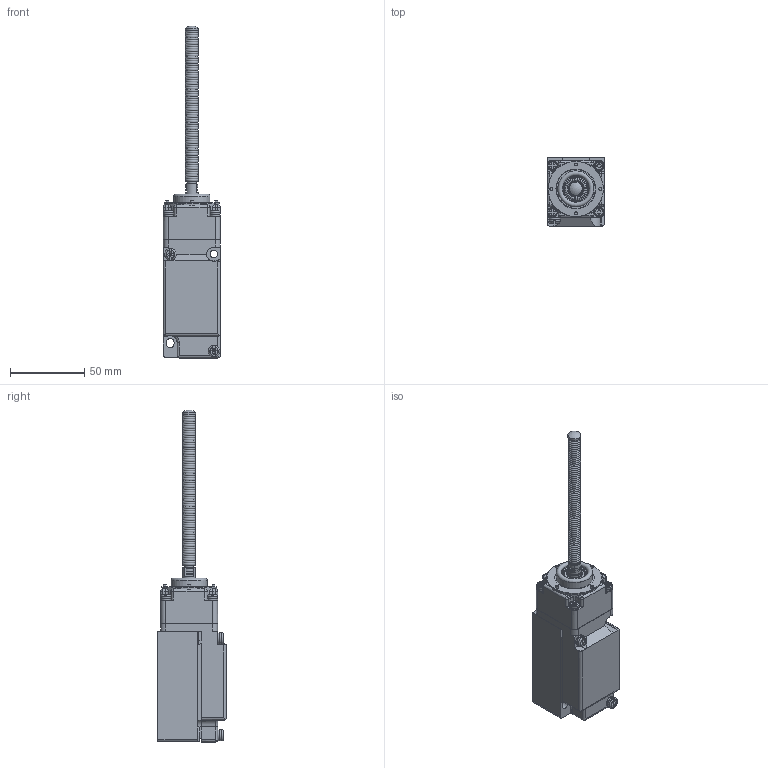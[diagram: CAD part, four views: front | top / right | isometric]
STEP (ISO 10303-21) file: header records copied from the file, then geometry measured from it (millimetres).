
FILE_DESCRIPTION (( 'STEP AP214' ), '1' );
FILE_NAME ('F25BW4.STEP', '2019-08-12T12:28:37', ( '' ), ( '' ), 'SwSTEP 2.0', 'SolidWorks 2018', '' );
FILE_SCHEMA (( 'AUTOMOTIVE_DESIGN' ));
Length unit declared in the file: inch
Products named in the file (1): F25BW4
Bounding box: 38.61 x 45.95 x 223.43 mm (x, y, z)
Volume: 166464.6 mm3; surface area: 55049.7 mm2
Topology: 80 solids, 80 shells, 795 faces, 1876 edges, 1145 vertices
Faces by surface type: cone 273, plane 255, cylinder 142, torus 117, bspline 6, sphere 2
Full cylindrical faces by diameter (mm): 1.587 x1, 1.956 x12, 3.556 x4, 4.496 x4, 4.826 x5, 5.08 x3, 5.715 x4, 5.842 x2, 5.893 x2, 6.35 x5, 6.604 x4, 7.62 x2, 7.671 x2, 7.874 x3, 8.636 x2, 8.738 x1, 9.398 x1, 10.16 x1, 23.368 x1, 24.282 x1, 26.772 x2, 37.033 x3
Entity records: 35357 total; most frequent: CARTESIAN_POINT 8296, DIRECTION 3277, ORIENTED_EDGE 2838, EDGE_CURVE 1419, AXIS2_PLACEMENT_3D 1297, EDGE_LOOP 1016, VERTEX_POINT 977, DIMENSIONAL_EXPONENTS 876
